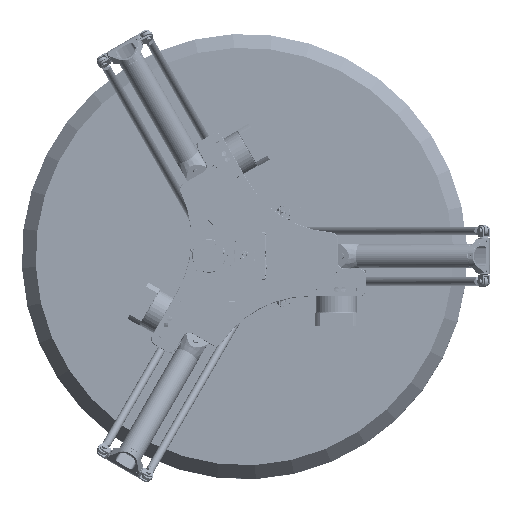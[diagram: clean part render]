
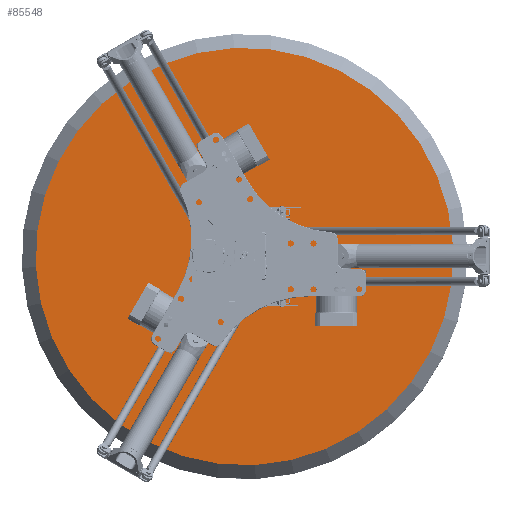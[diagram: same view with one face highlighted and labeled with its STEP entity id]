
A CAD part, top view. The second image highlights one B-rep face of the part: STEP entity #85548.
In plain terms, the highlighted face is planar.
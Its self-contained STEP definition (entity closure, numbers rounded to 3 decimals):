
#17765=PLANE('',#91351);
#24434=FACE_OUTER_BOUND('',#30045,.T.);
#30045=EDGE_LOOP('',(#61831));
#37956=CIRCLE('',#91348,750.);
#42244=VERTEX_POINT('',#127138);
#50350=EDGE_CURVE('',#42244,#42244,#37956,.T.);
#61831=ORIENTED_EDGE('',*,*,#50350,.T.);
#85548=ADVANCED_FACE('',(#24434),#17765,.T.);
#91348=AXIS2_PLACEMENT_3D('',#127139,#101375,#101376);
#91351=AXIS2_PLACEMENT_3D('',#127143,#101381,#101382);
#101375=DIRECTION('center_axis',(0.,0.,-1.));
#101376=DIRECTION('ref_axis',(0.,-1.,0.));
#101381=DIRECTION('center_axis',(0.,0.,-1.));
#101382=DIRECTION('ref_axis',(-1.,0.,0.));
#127138=CARTESIAN_POINT('',(0.,-750.,-200.));
#127139=CARTESIAN_POINT('Origin',(0.,0.,-200.));
#127143=CARTESIAN_POINT('Origin',(0.,-400.,-200.));
